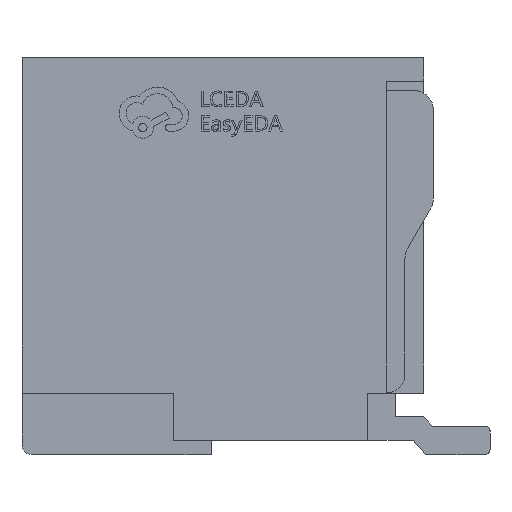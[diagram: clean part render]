
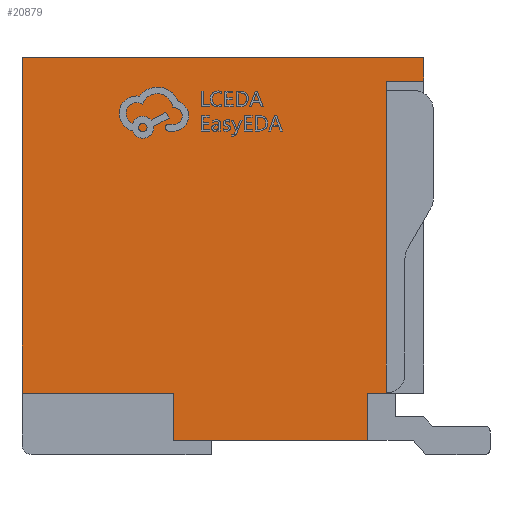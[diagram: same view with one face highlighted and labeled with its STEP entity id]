
A CAD part, left-side view. The second image highlights one B-rep face of the part: STEP entity #20879.
In plain terms, the highlighted planar face has unit normal (-1, 0, 0).
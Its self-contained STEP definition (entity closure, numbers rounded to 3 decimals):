
#107 = CARTESIAN_POINT ( 'NONE',  ( -4.125, 2.475, 4.05 ) ) ;
#324 = LINE ( 'NONE', #27155, #27256 ) ;
#339 = VECTOR ( 'NONE', #25272, 1000. ) ;
#618 = CARTESIAN_POINT ( 'NONE',  ( -4.125, -1.175, 0. ) ) ;
#738 = ORIENTED_EDGE ( 'NONE', *, *, #805, .F. ) ;
#741 = EDGE_CURVE ( 'NONE', #7254, #28021, #20079, .T. ) ;
#805 = EDGE_CURVE ( 'NONE', #7790, #21330, #20921, .T. ) ;
#914 = CARTESIAN_POINT ( 'NONE',  ( -4.125, -1.175, 0. ) ) ;
#941 = CARTESIAN_POINT ( 'NONE',  ( -4.125, -1.775, 4.05 ) ) ;
#1057 = CARTESIAN_POINT ( 'NONE',  ( -4.125, 0.875, 0. ) ) ;
#1485 = ORIENTED_EDGE ( 'NONE', *, *, #741, .F. ) ;
#1677 = CARTESIAN_POINT ( 'NONE',  ( -4.125, 2.475, 0.5 ) ) ;
#2479 = CARTESIAN_POINT ( 'NONE',  ( -4.125, -1.375, 0.5 ) ) ;
#3084 = CARTESIAN_POINT ( 'NONE',  ( -4.125, 2.475, 4.05 ) ) ;
#3113 = ORIENTED_EDGE ( 'NONE', *, *, #8175, .F. ) ;
#3369 = PLANE ( 'NONE',  #7920 ) ;
#3512 = VECTOR ( 'NONE', #14708, 1000. ) ;
#4510 = EDGE_CURVE ( 'NONE', #17464, #4951, #26046, .T. ) ;
#4746 = ORIENTED_EDGE ( 'NONE', *, *, #28016, .T. ) ;
#4807 = CARTESIAN_POINT ( 'NONE',  ( -4.125, -1.775, 3.8 ) ) ;
#4951 = VERTEX_POINT ( 'NONE', #26992 ) ;
#5317 = DIRECTION ( 'NONE',  ( 0., 0., -1. ) ) ;
#6475 = LINE ( 'NONE', #12586, #26096 ) ;
#6580 = DIRECTION ( 'NONE',  ( 0., -1., 0. ) ) ;
#7184 = VERTEX_POINT ( 'NONE', #107 ) ;
#7254 = VERTEX_POINT ( 'NONE', #11901 ) ;
#7609 = ORIENTED_EDGE ( 'NONE', *, *, #16407, .T. ) ;
#7790 = VERTEX_POINT ( 'NONE', #21082 ) ;
#7920 = AXIS2_PLACEMENT_3D ( 'NONE', #12669, #21325, #21474 ) ;
#8101 = VECTOR ( 'NONE', #19237, 1000. ) ;
#8175 = EDGE_CURVE ( 'NONE', #4951, #21349, #8448, .T. ) ;
#8448 = LINE ( 'NONE', #2479, #20397 ) ;
#8452 = EDGE_CURVE ( 'NONE', #24241, #17464, #16058, .T. ) ;
#9616 = DIRECTION ( 'NONE',  ( 0., 0., -1. ) ) ;
#9661 = CARTESIAN_POINT ( 'NONE',  ( -4.125, -1.775, 4.05 ) ) ;
#9912 = ORIENTED_EDGE ( 'NONE', *, *, #4510, .F. ) ;
#9963 = EDGE_LOOP ( 'NONE', ( #4746, #18473, #738, #7609, #1485, #19543, #3113, #9912, #11763, #26946 ) ) ;
#11763 = ORIENTED_EDGE ( 'NONE', *, *, #8452, .F. ) ;
#11901 = CARTESIAN_POINT ( 'NONE',  ( -4.125, -1.175, 0.5 ) ) ;
#12009 = CARTESIAN_POINT ( 'NONE',  ( -4.125, -1.375, 0.5 ) ) ;
#12266 = DIRECTION ( 'NONE',  ( 0., 0., -1. ) ) ;
#12586 = CARTESIAN_POINT ( 'NONE',  ( -4.125, 2.475, 0.5 ) ) ;
#12669 = CARTESIAN_POINT ( 'NONE',  ( -4.125, 2.475, 4.05 ) ) ;
#13111 = LINE ( 'NONE', #15279, #3512 ) ;
#13134 = VECTOR ( 'NONE', #16174, 1000. ) ;
#13545 = CARTESIAN_POINT ( 'NONE',  ( -4.125, 2.475, 0. ) ) ;
#14708 = DIRECTION ( 'NONE',  ( 0., 1., 0. ) ) ;
#14834 = FACE_OUTER_BOUND ( 'NONE', #9963, .T. ) ;
#15043 = DIRECTION ( 'NONE',  ( 0., 1., 0. ) ) ;
#15279 = CARTESIAN_POINT ( 'NONE',  ( -4.125, -1.775, 0.5 ) ) ;
#16058 = LINE ( 'NONE', #941, #18594 ) ;
#16174 = DIRECTION ( 'NONE',  ( 0., 0., 1. ) ) ;
#16407 = EDGE_CURVE ( 'NONE', #7790, #28021, #24824, .T. ) ;
#17464 = VERTEX_POINT ( 'NONE', #4807 ) ;
#18473 = ORIENTED_EDGE ( 'NONE', *, *, #22856, .F. ) ;
#18594 = VECTOR ( 'NONE', #5317, 1000. ) ;
#19237 = DIRECTION ( 'NONE',  ( 0., 1., 0. ) ) ;
#19543 = ORIENTED_EDGE ( 'NONE', *, *, #23029, .F. ) ;
#20079 = LINE ( 'NONE', #914, #22869 ) ;
#20397 = VECTOR ( 'NONE', #22321, 1000. ) ;
#20619 = LINE ( 'NONE', #3084, #339 ) ;
#20879 = ADVANCED_FACE ( 'NONE', ( #14834 ), #3369, .F. ) ;
#20921 = LINE ( 'NONE', #1057, #13134 ) ;
#21082 = CARTESIAN_POINT ( 'NONE',  ( -4.125, 0.875, 0. ) ) ;
#21245 = CARTESIAN_POINT ( 'NONE',  ( -4.125, -1.775, 3.8 ) ) ;
#21325 = DIRECTION ( 'NONE',  ( 1., 0., 0. ) ) ;
#21330 = VERTEX_POINT ( 'NONE', #27809 ) ;
#21349 = VERTEX_POINT ( 'NONE', #12009 ) ;
#21474 = DIRECTION ( 'NONE',  ( 0., 1., 0. ) ) ;
#22068 = VERTEX_POINT ( 'NONE', #1677 ) ;
#22321 = DIRECTION ( 'NONE',  ( 0., 0., -1. ) ) ;
#22856 = EDGE_CURVE ( 'NONE', #21330, #22068, #6475, .T. ) ;
#22869 = VECTOR ( 'NONE', #12266, 1000. ) ;
#23029 = EDGE_CURVE ( 'NONE', #21349, #7254, #13111, .T. ) ;
#24241 = VERTEX_POINT ( 'NONE', #9661 ) ;
#24824 = LINE ( 'NONE', #13545, #26974 ) ;
#25272 = DIRECTION ( 'NONE',  ( 0., -1., 0. ) ) ;
#26046 = LINE ( 'NONE', #21245, #8101 ) ;
#26096 = VECTOR ( 'NONE', #15043, 1000. ) ;
#26946 = ORIENTED_EDGE ( 'NONE', *, *, #27276, .F. ) ;
#26974 = VECTOR ( 'NONE', #6580, 1000. ) ;
#26992 = CARTESIAN_POINT ( 'NONE',  ( -4.125, -1.375, 3.8 ) ) ;
#27155 = CARTESIAN_POINT ( 'NONE',  ( -4.125, 2.475, 4.05 ) ) ;
#27256 = VECTOR ( 'NONE', #9616, 1000. ) ;
#27276 = EDGE_CURVE ( 'NONE', #7184, #24241, #20619, .T. ) ;
#27809 = CARTESIAN_POINT ( 'NONE',  ( -4.125, 0.875, 0.5 ) ) ;
#28016 = EDGE_CURVE ( 'NONE', #7184, #22068, #324, .T. ) ;
#28021 = VERTEX_POINT ( 'NONE', #618 ) ;
